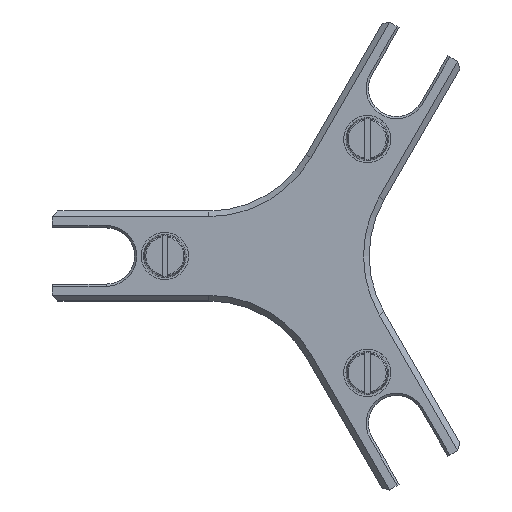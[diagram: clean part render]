
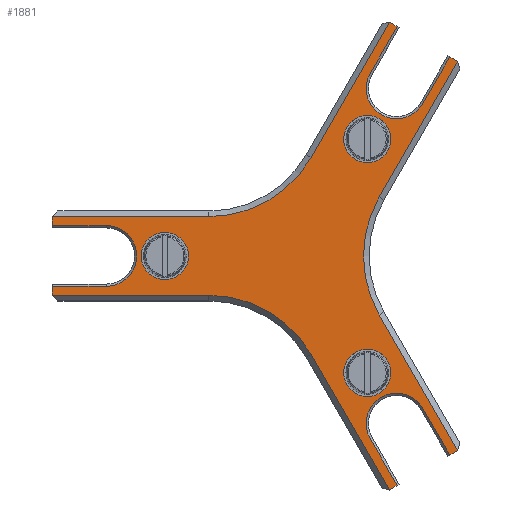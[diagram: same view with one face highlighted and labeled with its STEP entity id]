
A CAD part, top view. The second image highlights one B-rep face of the part: STEP entity #1881.
In plain terms, the highlighted planar face has unit normal (0, 0, 1).
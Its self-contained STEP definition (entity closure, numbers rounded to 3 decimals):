
#55=FACE_BOUND('',#326,.T.);
#56=FACE_BOUND('',#327,.T.);
#57=FACE_BOUND('',#328,.T.);
#102=PLANE('',#2115);
#208=FACE_OUTER_BOUND('',#325,.T.);
#325=EDGE_LOOP('',(#1494,#1495,#1496,#1497,#1498,#1499,#1500,#1501,#1502,
#1503,#1504,#1505,#1506,#1507,#1508,#1509,#1510,#1511,#1512,#1513,#1514,
#1515,#1516,#1517));
#326=EDGE_LOOP('',(#1518,#1519));
#327=EDGE_LOOP('',(#1520,#1521));
#328=EDGE_LOOP('',(#1522,#1523));
#429=LINE('',#2965,#609);
#447=LINE('',#3008,#627);
#475=LINE('',#3081,#655);
#478=LINE('',#3086,#658);
#481=LINE('',#3094,#661);
#483=LINE('',#3098,#663);
#486=LINE('',#3106,#666);
#489=LINE('',#3112,#669);
#492=LINE('',#3123,#672);
#494=LINE('',#3127,#674);
#495=LINE('',#3129,#675);
#496=LINE('',#3132,#676);
#497=LINE('',#3134,#677);
#498=LINE('',#3136,#678);
#499=LINE('',#3139,#679);
#500=LINE('',#3141,#680);
#501=LINE('',#3143,#681);
#502=LINE('',#3146,#682);
#609=VECTOR('',#2343,10.);
#627=VECTOR('',#2381,10.);
#655=VECTOR('',#2443,10.);
#658=VECTOR('',#2448,10.);
#661=VECTOR('',#2457,10.);
#663=VECTOR('',#2461,10.);
#666=VECTOR('',#2470,10.);
#669=VECTOR('',#2475,10.);
#672=VECTOR('',#2486,10.);
#674=VECTOR('',#2490,10.);
#675=VECTOR('',#2491,10.);
#676=VECTOR('',#2494,10.);
#677=VECTOR('',#2495,10.);
#678=VECTOR('',#2496,10.);
#679=VECTOR('',#2499,10.);
#680=VECTOR('',#2500,10.);
#681=VECTOR('',#2501,10.);
#682=VECTOR('',#2504,10.);
#798=CIRCLE('',#2104,2.7);
#799=CIRCLE('',#2108,2.7);
#800=CIRCLE('',#2112,2.7);
#802=CIRCLE('',#2116,10.5);
#803=CIRCLE('',#2117,10.5);
#804=CIRCLE('',#2118,10.5);
#805=CIRCLE('',#2119,2.1);
#806=CIRCLE('',#2120,2.1);
#807=CIRCLE('',#2121,2.1);
#808=CIRCLE('',#2122,2.1);
#809=CIRCLE('',#2123,2.1);
#810=CIRCLE('',#2124,2.1);
#879=VERTEX_POINT('',#2962);
#880=VERTEX_POINT('',#2964);
#894=VERTEX_POINT('',#3005);
#895=VERTEX_POINT('',#3007);
#922=VERTEX_POINT('',#3078);
#923=VERTEX_POINT('',#3080);
#924=VERTEX_POINT('',#3084);
#925=VERTEX_POINT('',#3088);
#926=VERTEX_POINT('',#3092);
#927=VERTEX_POINT('',#3096);
#928=VERTEX_POINT('',#3100);
#929=VERTEX_POINT('',#3104);
#931=VERTEX_POINT('',#3110);
#933=VERTEX_POINT('',#3115);
#935=VERTEX_POINT('',#3121);
#936=VERTEX_POINT('',#3126);
#937=VERTEX_POINT('',#3128);
#938=VERTEX_POINT('',#3130);
#939=VERTEX_POINT('',#3133);
#940=VERTEX_POINT('',#3135);
#941=VERTEX_POINT('',#3137);
#942=VERTEX_POINT('',#3140);
#943=VERTEX_POINT('',#3142);
#944=VERTEX_POINT('',#3144);
#945=VERTEX_POINT('',#3147);
#946=VERTEX_POINT('',#3148);
#947=VERTEX_POINT('',#3151);
#948=VERTEX_POINT('',#3152);
#949=VERTEX_POINT('',#3155);
#950=VERTEX_POINT('',#3156);
#1062=EDGE_CURVE('',#880,#879,#429,.T.);
#1083=EDGE_CURVE('',#895,#894,#447,.T.);
#1120=EDGE_CURVE('',#923,#922,#475,.T.);
#1123=EDGE_CURVE('',#924,#894,#478,.T.);
#1125=EDGE_CURVE('',#925,#924,#798,.T.);
#1127=EDGE_CURVE('',#926,#925,#481,.T.);
#1129=EDGE_CURVE('',#927,#879,#483,.T.);
#1131=EDGE_CURVE('',#928,#927,#799,.T.);
#1133=EDGE_CURVE('',#929,#928,#486,.T.);
#1136=EDGE_CURVE('',#931,#922,#489,.T.);
#1138=EDGE_CURVE('',#933,#931,#800,.T.);
#1141=EDGE_CURVE('',#935,#933,#492,.T.);
#1143=EDGE_CURVE('',#926,#936,#494,.T.);
#1144=EDGE_CURVE('',#937,#936,#495,.T.);
#1145=EDGE_CURVE('',#938,#937,#802,.T.);
#1146=EDGE_CURVE('',#923,#938,#496,.T.);
#1147=EDGE_CURVE('',#935,#939,#497,.T.);
#1148=EDGE_CURVE('',#940,#939,#498,.T.);
#1149=EDGE_CURVE('',#941,#940,#803,.T.);
#1150=EDGE_CURVE('',#880,#941,#499,.T.);
#1151=EDGE_CURVE('',#929,#942,#500,.T.);
#1152=EDGE_CURVE('',#943,#942,#501,.T.);
#1153=EDGE_CURVE('',#944,#943,#804,.T.);
#1154=EDGE_CURVE('',#895,#944,#502,.T.);
#1155=EDGE_CURVE('',#945,#946,#805,.T.);
#1156=EDGE_CURVE('',#946,#945,#806,.T.);
#1157=EDGE_CURVE('',#947,#948,#807,.T.);
#1158=EDGE_CURVE('',#948,#947,#808,.T.);
#1159=EDGE_CURVE('',#949,#950,#809,.T.);
#1160=EDGE_CURVE('',#950,#949,#810,.T.);
#1494=ORIENTED_EDGE('',*,*,#1127,.F.);
#1495=ORIENTED_EDGE('',*,*,#1143,.T.);
#1496=ORIENTED_EDGE('',*,*,#1144,.F.);
#1497=ORIENTED_EDGE('',*,*,#1145,.F.);
#1498=ORIENTED_EDGE('',*,*,#1146,.F.);
#1499=ORIENTED_EDGE('',*,*,#1120,.T.);
#1500=ORIENTED_EDGE('',*,*,#1136,.F.);
#1501=ORIENTED_EDGE('',*,*,#1138,.F.);
#1502=ORIENTED_EDGE('',*,*,#1141,.F.);
#1503=ORIENTED_EDGE('',*,*,#1147,.T.);
#1504=ORIENTED_EDGE('',*,*,#1148,.F.);
#1505=ORIENTED_EDGE('',*,*,#1149,.F.);
#1506=ORIENTED_EDGE('',*,*,#1150,.F.);
#1507=ORIENTED_EDGE('',*,*,#1062,.T.);
#1508=ORIENTED_EDGE('',*,*,#1129,.F.);
#1509=ORIENTED_EDGE('',*,*,#1131,.F.);
#1510=ORIENTED_EDGE('',*,*,#1133,.F.);
#1511=ORIENTED_EDGE('',*,*,#1151,.T.);
#1512=ORIENTED_EDGE('',*,*,#1152,.F.);
#1513=ORIENTED_EDGE('',*,*,#1153,.F.);
#1514=ORIENTED_EDGE('',*,*,#1154,.F.);
#1515=ORIENTED_EDGE('',*,*,#1083,.T.);
#1516=ORIENTED_EDGE('',*,*,#1123,.F.);
#1517=ORIENTED_EDGE('',*,*,#1125,.F.);
#1518=ORIENTED_EDGE('',*,*,#1155,.T.);
#1519=ORIENTED_EDGE('',*,*,#1156,.T.);
#1520=ORIENTED_EDGE('',*,*,#1157,.T.);
#1521=ORIENTED_EDGE('',*,*,#1158,.T.);
#1522=ORIENTED_EDGE('',*,*,#1159,.T.);
#1523=ORIENTED_EDGE('',*,*,#1160,.T.);
#1881=ADVANCED_FACE('',(#208,#55,#56,#57),#102,.T.);
#2104=AXIS2_PLACEMENT_3D('',#3090,#2452,#2453);
#2108=AXIS2_PLACEMENT_3D('',#3102,#2465,#2466);
#2112=AXIS2_PLACEMENT_3D('',#3117,#2479,#2480);
#2115=AXIS2_PLACEMENT_3D('',#3125,#2488,#2489);
#2116=AXIS2_PLACEMENT_3D('',#3131,#2492,#2493);
#2117=AXIS2_PLACEMENT_3D('',#3138,#2497,#2498);
#2118=AXIS2_PLACEMENT_3D('',#3145,#2502,#2503);
#2119=AXIS2_PLACEMENT_3D('',#3149,#2505,#2506);
#2120=AXIS2_PLACEMENT_3D('',#3150,#2507,#2508);
#2121=AXIS2_PLACEMENT_3D('',#3153,#2509,#2510);
#2122=AXIS2_PLACEMENT_3D('',#3154,#2511,#2512);
#2123=AXIS2_PLACEMENT_3D('',#3157,#2513,#2514);
#2124=AXIS2_PLACEMENT_3D('',#3158,#2515,#2516);
#2343=DIRECTION('',(-0.866,0.5,0.));
#2381=DIRECTION('',(0.,-1.,0.));
#2443=DIRECTION('',(0.866,0.5,0.));
#2448=DIRECTION('',(-1.,0.,0.));
#2452=DIRECTION('center_axis',(0.,0.,1.));
#2453=DIRECTION('ref_axis',(0.,-1.,0.));
#2457=DIRECTION('',(1.,0.,0.));
#2461=DIRECTION('',(0.5,0.866,0.));
#2465=DIRECTION('center_axis',(0.,0.,1.));
#2466=DIRECTION('ref_axis',(-0.866,0.5,0.));
#2470=DIRECTION('',(-0.5,-0.866,0.));
#2475=DIRECTION('',(0.5,-0.866,0.));
#2479=DIRECTION('center_axis',(0.,0.,1.));
#2480=DIRECTION('ref_axis',(0.866,0.5,0.));
#2486=DIRECTION('',(-0.5,0.866,0.));
#2488=DIRECTION('center_axis',(0.,0.,1.));
#2489=DIRECTION('ref_axis',(1.,0.,0.));
#2490=DIRECTION('',(0.,-1.,0.));
#2491=DIRECTION('',(-1.,0.,0.));
#2492=DIRECTION('center_axis',(0.,0.,1.));
#2493=DIRECTION('ref_axis',(0.866,0.5,0.));
#2494=DIRECTION('',(-0.5,0.866,0.));
#2495=DIRECTION('',(0.866,0.5,0.));
#2496=DIRECTION('',(0.5,-0.866,0.));
#2497=DIRECTION('center_axis',(0.,0.,1.));
#2498=DIRECTION('ref_axis',(-0.866,0.5,0.));
#2499=DIRECTION('',(-0.5,-0.866,0.));
#2500=DIRECTION('',(-0.866,0.5,0.));
#2501=DIRECTION('',(0.5,0.866,0.));
#2502=DIRECTION('center_axis',(0.,0.,1.));
#2503=DIRECTION('ref_axis',(0.,-1.,0.));
#2504=DIRECTION('',(1.,0.,0.));
#2505=DIRECTION('center_axis',(0.,0.,-1.));
#2506=DIRECTION('ref_axis',(-0.5,-0.866,0.));
#2507=DIRECTION('center_axis',(0.,0.,-1.));
#2508=DIRECTION('ref_axis',(-0.5,-0.866,0.));
#2509=DIRECTION('center_axis',(0.,0.,-1.));
#2510=DIRECTION('ref_axis',(-0.5,0.866,0.));
#2511=DIRECTION('center_axis',(0.,0.,-1.));
#2512=DIRECTION('ref_axis',(-0.5,0.866,0.));
#2513=DIRECTION('center_axis',(0.,0.,-1.));
#2514=DIRECTION('ref_axis',(1.,0.,0.));
#2515=DIRECTION('center_axis',(0.,0.,-1.));
#2516=DIRECTION('ref_axis',(1.,0.,0.));
#2962=CARTESIAN_POINT('',(13.338,17.703,3.));
#2964=CARTESIAN_POINT('',(14.031,17.303,3.));
#2965=CARTESIAN_POINT('',(14.464,17.053,3.));
#3005=CARTESIAN_POINT('',(-22.,2.7,3.));
#3007=CARTESIAN_POINT('',(-22.,3.5,3.));
#3008=CARTESIAN_POINT('',(-22.,4.,3.));
#3078=CARTESIAN_POINT('',(8.662,-20.403,3.));
#3080=CARTESIAN_POINT('',(7.969,-20.803,3.));
#3081=CARTESIAN_POINT('',(7.536,-21.053,3.));
#3084=CARTESIAN_POINT('',(-17.2,2.7,3.));
#3086=CARTESIAN_POINT('',(-11.577,2.7,3.));
#3088=CARTESIAN_POINT('',(-17.2,-2.7,3.));
#3090=CARTESIAN_POINT('Origin',(-17.2,0.,3.));
#3092=CARTESIAN_POINT('',(-22.,-2.7,3.));
#3094=CARTESIAN_POINT('',(-8.6,-2.7,3.));
#3096=CARTESIAN_POINT('',(10.938,13.546,3.));
#3098=CARTESIAN_POINT('',(8.127,8.676,3.));
#3100=CARTESIAN_POINT('',(6.262,16.246,3.));
#3102=CARTESIAN_POINT('Origin',(8.6,14.896,3.));
#3104=CARTESIAN_POINT('',(8.662,20.403,3.));
#3106=CARTESIAN_POINT('',(1.962,8.798,3.));
#3110=CARTESIAN_POINT('',(6.262,-16.246,3.));
#3112=CARTESIAN_POINT('',(3.45,-11.376,3.));
#3115=CARTESIAN_POINT('',(10.938,-13.546,3.));
#3117=CARTESIAN_POINT('Origin',(8.6,-14.896,3.));
#3121=CARTESIAN_POINT('',(13.338,-17.703,3.));
#3123=CARTESIAN_POINT('',(6.638,-6.098,3.));
#3125=CARTESIAN_POINT('Origin',(0.,0.,
3.));
#3126=CARTESIAN_POINT('',(-22.,-3.5,3.));
#3127=CARTESIAN_POINT('',(-22.,4.,3.));
#3128=CARTESIAN_POINT('',(-8.083,-3.5,3.));
#3129=CARTESIAN_POINT('',(-11.,-3.5,3.));
#3130=CARTESIAN_POINT('',(1.01,-8.75,3.));
#3131=CARTESIAN_POINT('Origin',(-8.083,-14.,3.));
#3132=CARTESIAN_POINT('',(-1.01,-5.25,3.));
#3133=CARTESIAN_POINT('',(14.031,-17.303,3.));
#3134=CARTESIAN_POINT('',(7.536,-21.053,3.));
#3135=CARTESIAN_POINT('',(7.073,-5.25,3.));
#3136=CARTESIAN_POINT('',(8.531,-7.776,3.));
#3137=CARTESIAN_POINT('',(7.073,5.25,3.));
#3138=CARTESIAN_POINT('Origin',(16.166,0.,3.));
#3139=CARTESIAN_POINT('',(5.052,1.75,3.));
#3140=CARTESIAN_POINT('',(7.969,20.803,3.));
#3141=CARTESIAN_POINT('',(14.464,17.053,3.));
#3142=CARTESIAN_POINT('',(1.01,8.75,3.));
#3143=CARTESIAN_POINT('',(2.469,11.276,3.));
#3144=CARTESIAN_POINT('',(-8.083,3.5,3.));
#3145=CARTESIAN_POINT('Origin',(-8.083,14.,3.));
#3146=CARTESIAN_POINT('',(-4.041,3.5,3.));
#3147=CARTESIAN_POINT('',(4.95,8.574,3.));
#3148=CARTESIAN_POINT('',(7.05,12.211,3.));
#3149=CARTESIAN_POINT('Origin',(6.,10.392,3.));
#3150=CARTESIAN_POINT('Origin',(6.,10.392,3.));
#3151=CARTESIAN_POINT('',(4.95,-8.574,3.));
#3152=CARTESIAN_POINT('',(7.05,-12.211,3.));
#3153=CARTESIAN_POINT('Origin',(6.,-10.392,3.));
#3154=CARTESIAN_POINT('Origin',(6.,-10.392,3.));
#3155=CARTESIAN_POINT('',(-9.9,0.,3.));
#3156=CARTESIAN_POINT('',(-14.1,0.,3.));
#3157=CARTESIAN_POINT('Origin',(-12.,0.,3.));
#3158=CARTESIAN_POINT('Origin',(-12.,0.,3.));
